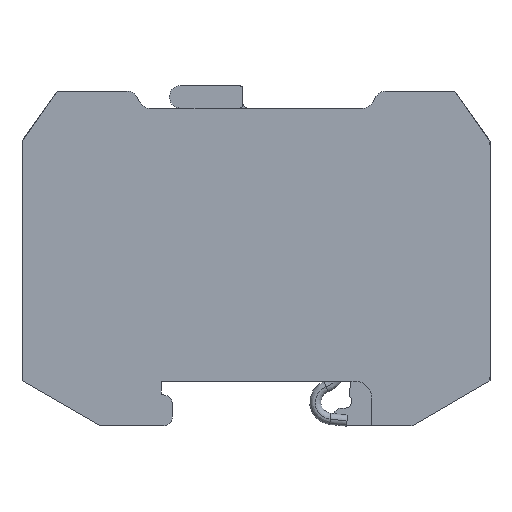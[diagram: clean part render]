
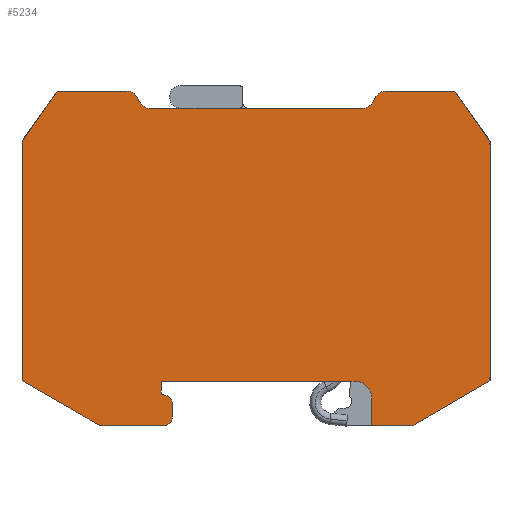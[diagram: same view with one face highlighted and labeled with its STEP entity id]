
A CAD part, left-side view. The second image highlights one B-rep face of the part: STEP entity #5234.
In plain terms, the highlighted planar face has unit normal (-1, 0, 0).
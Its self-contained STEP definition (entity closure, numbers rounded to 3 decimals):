
#4316=AXIS2_PLACEMENT_3D('Circle Axis2P3D',#4314,#4315,$) ;
#4484=AXIS2_PLACEMENT_3D('Circle Axis2P3D',#4482,#4483,$) ;
#4546=AXIS2_PLACEMENT_3D('Circle Axis2P3D',#4544,#4545,$) ;
#4717=AXIS2_PLACEMENT_3D('Circle Axis2P3D',#4715,#4716,$) ;
#4906=AXIS2_PLACEMENT_3D('Circle Axis2P3D',#4904,#4905,$) ;
#5048=AXIS2_PLACEMENT_3D('Circle Axis2P3D',#5046,#5047,$) ;
#5086=AXIS2_PLACEMENT_3D('Circle Axis2P3D',#5084,#5085,$) ;
#5199=AXIS2_PLACEMENT_3D('Plane Axis2P3D',#5196,#5197,#5198) ;
#4269=CARTESIAN_POINT('Vertex',(0.,31.715,29.578)) ;
#4274=CARTESIAN_POINT('Line Origine',(0.,31.556,29.303)) ;
#4278=CARTESIAN_POINT('Vertex',(0.,31.397,29.028)) ;
#4309=CARTESIAN_POINT('Vertex',(0.,32.581,30.078)) ;
#4314=CARTESIAN_POINT('Axis2P3D Location',(0.,32.581,29.078)) ;
#4347=CARTESIAN_POINT('Vertex',(0.,38.849,30.078)) ;
#4350=CARTESIAN_POINT('Line Origine',(0.,35.715,30.078)) ;
#4382=CARTESIAN_POINT('Vertex',(0.,42.,25.578)) ;
#4385=CARTESIAN_POINT('Line Origine',(0.,40.425,27.828)) ;
#4411=CARTESIAN_POINT('Line Origine',(0.,38.493,2.053)) ;
#4415=CARTESIAN_POINT('Vertex',(0.,34.985,0.028)) ;
#4417=CARTESIAN_POINT('Vertex',(0.,42.,4.078)) ;
#4451=CARTESIAN_POINT('Line Origine',(0.,32.143,0.028)) ;
#4455=CARTESIAN_POINT('Vertex',(0.,29.3,0.028)) ;
#4482=CARTESIAN_POINT('Axis2P3D Location',(0.,29.3,0.828)) ;
#4486=CARTESIAN_POINT('Vertex',(0.,28.5,0.828)) ;
#4513=CARTESIAN_POINT('Line Origine',(0.,28.5,1.412)) ;
#4517=CARTESIAN_POINT('Vertex',(0.,28.5,1.996)) ;
#4544=CARTESIAN_POINT('Axis2P3D Location',(0.,29.3,1.996)) ;
#4548=CARTESIAN_POINT('Vertex',(0.,29.093,2.769)) ;
#4575=CARTESIAN_POINT('Line Origine',(0.,29.296,2.823)) ;
#4579=CARTESIAN_POINT('Vertex',(0.,29.5,2.878)) ;
#4606=CARTESIAN_POINT('Line Origine',(0.,29.5,3.453)) ;
#4610=CARTESIAN_POINT('Vertex',(0.,29.5,4.028)) ;
#4643=CARTESIAN_POINT('Vertex',(0.,12.49,4.028)) ;
#4646=CARTESIAN_POINT('Line Origine',(0.,20.995,4.028)) ;
#4688=CARTESIAN_POINT('Vertex',(0.,12.1,4.028)) ;
#4691=CARTESIAN_POINT('Line Origine',(0.,12.295,4.028)) ;
#4712=CARTESIAN_POINT('Vertex',(0.,10.6,2.528)) ;
#4715=CARTESIAN_POINT('Axis2P3D Location',(0.,12.1,2.528)) ;
#4737=CARTESIAN_POINT('Vertex',(0.,10.6,0.028)) ;
#4740=CARTESIAN_POINT('Line Origine',(0.,10.6,1.278)) ;
#4763=CARTESIAN_POINT('Vertex',(0.,7.,0.028)) ;
#4766=CARTESIAN_POINT('Line Origine',(0.,8.8,0.028)) ;
#4785=CARTESIAN_POINT('Line Origine',(0.,3.5,2.048)) ;
#4789=CARTESIAN_POINT('Vertex',(0.,0.,4.069)) ;
#4827=CARTESIAN_POINT('Vertex',(0.,3.151,30.078)) ;
#4830=CARTESIAN_POINT('Line Origine',(0.,1.575,27.828)) ;
#4834=CARTESIAN_POINT('Vertex',(0.,0.,25.578)) ;
#4860=CARTESIAN_POINT('Line Origine',(0.,6.26,30.078)) ;
#4864=CARTESIAN_POINT('Vertex',(0.,9.368,30.078)) ;
#4899=CARTESIAN_POINT('Vertex',(0.,10.234,29.578)) ;
#4904=CARTESIAN_POINT('Axis2P3D Location',(0.,9.368,29.078)) ;
#4937=CARTESIAN_POINT('Vertex',(0.,10.552,29.028)) ;
#4940=CARTESIAN_POINT('Line Origine',(0.,10.393,29.303)) ;
#4962=CARTESIAN_POINT('Line Origine',(0.,0.,14.823)) ;
#5010=CARTESIAN_POINT('Line Origine',(0.,42.,14.828)) ;
#5046=CARTESIAN_POINT('Axis2P3D Location',(0.,30.531,29.528)) ;
#5050=CARTESIAN_POINT('Vertex',(0.,30.531,28.528)) ;
#5081=CARTESIAN_POINT('Vertex',(0.,11.418,28.528)) ;
#5084=CARTESIAN_POINT('Axis2P3D Location',(0.,11.418,29.528)) ;
#5196=CARTESIAN_POINT('Axis2P3D Location',(0.,21.,7.278)) ;
#5201=CARTESIAN_POINT('Line Origine',(0.,20.975,28.528)) ;
#4275=DIRECTION('Vector Direction',(0.,-0.5,-0.866)) ;
#4315=DIRECTION('Axis2P3D Direction',(-1.,0.,0.)) ;
#4351=DIRECTION('Vector Direction',(0.,1.,0.)) ;
#4386=DIRECTION('Vector Direction',(0.,0.574,-0.819)) ;
#4412=DIRECTION('Vector Direction',(0.,0.866,0.5)) ;
#4452=DIRECTION('Vector Direction',(0.,1.,0.)) ;
#4483=DIRECTION('Axis2P3D Direction',(1.,0.,0.)) ;
#4514=DIRECTION('Vector Direction',(0.,0.,1.)) ;
#4545=DIRECTION('Axis2P3D Direction',(1.,0.,0.)) ;
#4576=DIRECTION('Vector Direction',(0.,0.966,0.259)) ;
#4607=DIRECTION('Vector Direction',(0.,0.,1.)) ;
#4647=DIRECTION('Vector Direction',(0.,1.,0.)) ;
#4692=DIRECTION('Vector Direction',(0.,-1.,0.)) ;
#4716=DIRECTION('Axis2P3D Direction',(-1.,0.,0.)) ;
#4741=DIRECTION('Vector Direction',(0.,0.,1.)) ;
#4767=DIRECTION('Vector Direction',(0.,1.,0.)) ;
#4786=DIRECTION('Vector Direction',(0.,0.866,-0.5)) ;
#4831=DIRECTION('Vector Direction',(0.,0.574,0.819)) ;
#4861=DIRECTION('Vector Direction',(0.,1.,0.)) ;
#4905=DIRECTION('Axis2P3D Direction',(-1.,0.,0.)) ;
#4941=DIRECTION('Vector Direction',(0.,0.5,-0.866)) ;
#4963=DIRECTION('Vector Direction',(0.,0.,1.)) ;
#5011=DIRECTION('Vector Direction',(0.,0.,1.)) ;
#5047=DIRECTION('Axis2P3D Direction',(-1.,0.,0.)) ;
#5085=DIRECTION('Axis2P3D Direction',(-1.,0.,0.)) ;
#5197=DIRECTION('Axis2P3D Direction',(-1.,0.,0.)) ;
#5198=DIRECTION('Axis2P3D XDirection',(0.,-1.,0.)) ;
#5202=DIRECTION('Vector Direction',(0.,1.,0.)) ;
#4276=VECTOR('Line Direction',#4275,1.) ;
#4352=VECTOR('Line Direction',#4351,1.) ;
#4387=VECTOR('Line Direction',#4386,1.) ;
#4413=VECTOR('Line Direction',#4412,1.) ;
#4453=VECTOR('Line Direction',#4452,1.) ;
#4515=VECTOR('Line Direction',#4514,1.) ;
#4577=VECTOR('Line Direction',#4576,1.) ;
#4608=VECTOR('Line Direction',#4607,1.) ;
#4648=VECTOR('Line Direction',#4647,1.) ;
#4693=VECTOR('Line Direction',#4692,1.) ;
#4742=VECTOR('Line Direction',#4741,1.) ;
#4768=VECTOR('Line Direction',#4767,1.) ;
#4787=VECTOR('Line Direction',#4786,1.) ;
#4832=VECTOR('Line Direction',#4831,1.) ;
#4862=VECTOR('Line Direction',#4861,1.) ;
#4942=VECTOR('Line Direction',#4941,1.) ;
#4964=VECTOR('Line Direction',#4963,1.) ;
#5012=VECTOR('Line Direction',#5011,1.) ;
#5203=VECTOR('Line Direction',#5202,1.) ;
#5207=ORIENTED_EDGE('',*,*,#5052,.F.) ;
#5208=ORIENTED_EDGE('',*,*,#4280,.F.) ;
#5209=ORIENTED_EDGE('',*,*,#4318,.F.) ;
#5210=ORIENTED_EDGE('',*,*,#4354,.T.) ;
#5211=ORIENTED_EDGE('',*,*,#4389,.T.) ;
#5212=ORIENTED_EDGE('',*,*,#5014,.T.) ;
#5213=ORIENTED_EDGE('',*,*,#4419,.F.) ;
#5214=ORIENTED_EDGE('',*,*,#4457,.F.) ;
#5215=ORIENTED_EDGE('',*,*,#4488,.F.) ;
#5216=ORIENTED_EDGE('',*,*,#4519,.F.) ;
#5217=ORIENTED_EDGE('',*,*,#4550,.F.) ;
#5218=ORIENTED_EDGE('',*,*,#4581,.F.) ;
#5219=ORIENTED_EDGE('',*,*,#4612,.F.) ;
#5220=ORIENTED_EDGE('',*,*,#4650,.F.) ;
#5221=ORIENTED_EDGE('',*,*,#4695,.F.) ;
#5222=ORIENTED_EDGE('',*,*,#4719,.F.) ;
#5223=ORIENTED_EDGE('',*,*,#4744,.F.) ;
#5224=ORIENTED_EDGE('',*,*,#4770,.F.) ;
#5225=ORIENTED_EDGE('',*,*,#4791,.F.) ;
#5226=ORIENTED_EDGE('',*,*,#4966,.T.) ;
#5227=ORIENTED_EDGE('',*,*,#4836,.T.) ;
#5228=ORIENTED_EDGE('',*,*,#4866,.T.) ;
#5229=ORIENTED_EDGE('',*,*,#4908,.F.) ;
#5230=ORIENTED_EDGE('',*,*,#4944,.F.) ;
#5231=ORIENTED_EDGE('',*,*,#5088,.F.) ;
#5232=ORIENTED_EDGE('',*,*,#5205,.F.) ;
#5234=ADVANCED_FACE('Housing.1.1\\PartBody ( *SOL1 - wsp *MASTER -  )',(#5233),#5200,.T.) ;
#4317=CIRCLE('generated circle',#4316,1.) ;
#4485=CIRCLE('generated circle',#4484,0.8) ;
#4547=CIRCLE('generated circle',#4546,0.8) ;
#4718=CIRCLE('generated circle',#4717,1.5) ;
#4907=CIRCLE('generated circle',#4906,1.) ;
#5049=CIRCLE('generated circle',#5048,1.) ;
#5087=CIRCLE('generated circle',#5086,1.) ;
#4280=EDGE_CURVE('',#4270,#4279,#4277,.T.) ;
#4318=EDGE_CURVE('',#4310,#4270,#4317,.F.) ;
#4354=EDGE_CURVE('',#4310,#4348,#4353,.T.) ;
#4389=EDGE_CURVE('',#4348,#4383,#4388,.T.) ;
#4419=EDGE_CURVE('',#4416,#4418,#4414,.T.) ;
#4457=EDGE_CURVE('',#4456,#4416,#4454,.T.) ;
#4488=EDGE_CURVE('',#4487,#4456,#4485,.T.) ;
#4519=EDGE_CURVE('',#4518,#4487,#4516,.F.) ;
#4550=EDGE_CURVE('',#4549,#4518,#4547,.T.) ;
#4581=EDGE_CURVE('',#4580,#4549,#4578,.F.) ;
#4612=EDGE_CURVE('',#4611,#4580,#4609,.F.) ;
#4650=EDGE_CURVE('',#4644,#4611,#4649,.T.) ;
#4695=EDGE_CURVE('',#4689,#4644,#4694,.F.) ;
#4719=EDGE_CURVE('',#4713,#4689,#4718,.T.) ;
#4744=EDGE_CURVE('',#4738,#4713,#4743,.T.) ;
#4770=EDGE_CURVE('',#4764,#4738,#4769,.T.) ;
#4791=EDGE_CURVE('',#4790,#4764,#4788,.T.) ;
#4836=EDGE_CURVE('',#4835,#4828,#4833,.T.) ;
#4866=EDGE_CURVE('',#4828,#4865,#4863,.T.) ;
#4908=EDGE_CURVE('',#4900,#4865,#4907,.F.) ;
#4944=EDGE_CURVE('',#4938,#4900,#4943,.F.) ;
#4966=EDGE_CURVE('',#4790,#4835,#4965,.T.) ;
#5014=EDGE_CURVE('',#4383,#4418,#5013,.F.) ;
#5052=EDGE_CURVE('',#4279,#5051,#5049,.T.) ;
#5088=EDGE_CURVE('',#5082,#4938,#5087,.T.) ;
#5205=EDGE_CURVE('',#5051,#5082,#5204,.F.) ;
#5206=EDGE_LOOP('',(#5207,#5208,#5209,#5210,#5211,#5212,#5213,#5214,#5215,#5216,#5217,#5218,#5219,#5220,#5221,#5222,#5223,#5224,#5225,#5226,#5227,#5228,#5229,#5230,#5231,#5232)) ;
#5233=FACE_OUTER_BOUND('',#5206,.T.) ;
#4277=LINE('Line',#4274,#4276) ;
#4353=LINE('Line',#4350,#4352) ;
#4388=LINE('Line',#4385,#4387) ;
#4414=LINE('Line',#4411,#4413) ;
#4454=LINE('Line',#4451,#4453) ;
#4516=LINE('Line',#4513,#4515) ;
#4578=LINE('Line',#4575,#4577) ;
#4609=LINE('Line',#4606,#4608) ;
#4649=LINE('Line',#4646,#4648) ;
#4694=LINE('Line',#4691,#4693) ;
#4743=LINE('Line',#4740,#4742) ;
#4769=LINE('Line',#4766,#4768) ;
#4788=LINE('Line',#4785,#4787) ;
#4833=LINE('Line',#4830,#4832) ;
#4863=LINE('Line',#4860,#4862) ;
#4943=LINE('Line',#4940,#4942) ;
#4965=LINE('Line',#4962,#4964) ;
#5013=LINE('Line',#5010,#5012) ;
#5204=LINE('Line',#5201,#5203) ;
#5200=PLANE('',#5199) ;
#4270=VERTEX_POINT('',#4269) ;
#4279=VERTEX_POINT('',#4278) ;
#4310=VERTEX_POINT('',#4309) ;
#4348=VERTEX_POINT('',#4347) ;
#4383=VERTEX_POINT('',#4382) ;
#4416=VERTEX_POINT('',#4415) ;
#4418=VERTEX_POINT('',#4417) ;
#4456=VERTEX_POINT('',#4455) ;
#4487=VERTEX_POINT('',#4486) ;
#4518=VERTEX_POINT('',#4517) ;
#4549=VERTEX_POINT('',#4548) ;
#4580=VERTEX_POINT('',#4579) ;
#4611=VERTEX_POINT('',#4610) ;
#4644=VERTEX_POINT('',#4643) ;
#4689=VERTEX_POINT('',#4688) ;
#4713=VERTEX_POINT('',#4712) ;
#4738=VERTEX_POINT('',#4737) ;
#4764=VERTEX_POINT('',#4763) ;
#4790=VERTEX_POINT('',#4789) ;
#4828=VERTEX_POINT('',#4827) ;
#4835=VERTEX_POINT('',#4834) ;
#4865=VERTEX_POINT('',#4864) ;
#4900=VERTEX_POINT('',#4899) ;
#4938=VERTEX_POINT('',#4937) ;
#5051=VERTEX_POINT('',#5050) ;
#5082=VERTEX_POINT('',#5081) ;
